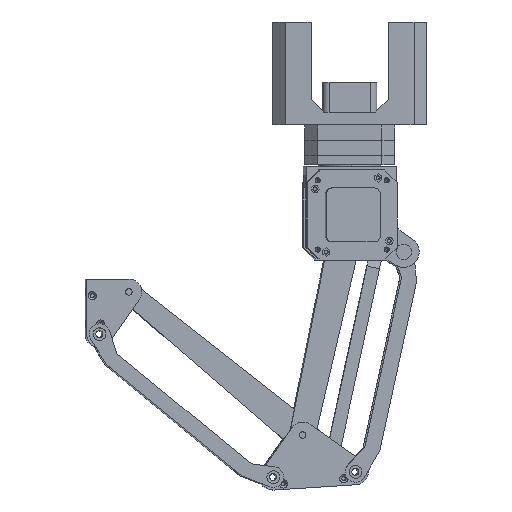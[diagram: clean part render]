
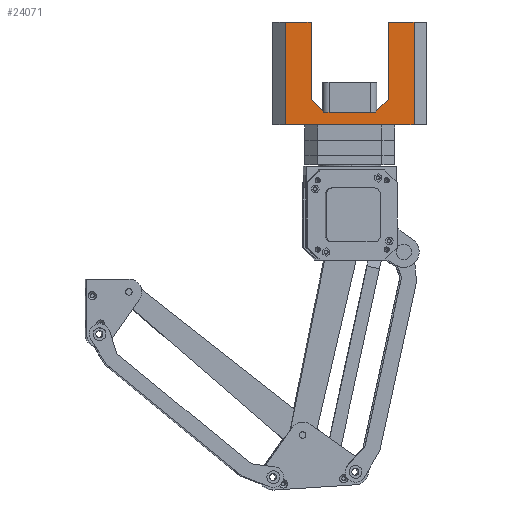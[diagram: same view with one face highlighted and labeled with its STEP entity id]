
A CAD part, front view. The second image highlights one B-rep face of the part: STEP entity #24071.
In plain terms, the highlighted planar face has unit normal (0, -1, 0).
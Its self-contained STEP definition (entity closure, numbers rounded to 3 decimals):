
#1364 = ORIENTED_EDGE ( 'NONE', *, *, #40263, .T. ) ;
#1417 = VERTEX_POINT ( 'NONE', #20709 ) ;
#5268 = VECTOR ( 'NONE', #16827, 1000. ) ;
#5915 = CARTESIAN_POINT ( 'NONE',  ( -30., -60., 20. ) ) ;
#6391 = CARTESIAN_POINT ( 'NONE',  ( 40., -60., 30. ) ) ;
#6890 = VERTEX_POINT ( 'NONE', #26346 ) ;
#8014 = VERTEX_POINT ( 'NONE', #71077 ) ;
#8875 = EDGE_CURVE ( 'NONE', #16124, #50446, #18173, .T. ) ;
#10215 = LINE ( 'NONE', #65148, #28534 ) ;
#13483 = ORIENTED_EDGE ( 'NONE', *, *, #23054, .F. ) ;
#13776 = CARTESIAN_POINT ( 'NONE',  ( 60., -60., 10. ) ) ;
#14161 = FACE_OUTER_BOUND ( 'NONE', #58892, .T. ) ;
#16124 = VERTEX_POINT ( 'NONE', #79244 ) ;
#16452 = VECTOR ( 'NONE', #21601, 1000. ) ;
#16827 = DIRECTION ( 'NONE',  ( 1., 0., 0. ) ) ;
#18126 = VECTOR ( 'NONE', #52099, 1000. ) ;
#18173 = LINE ( 'NONE', #48501, #73680 ) ;
#19770 = LINE ( 'NONE', #38601, #18126 ) ;
#20709 = CARTESIAN_POINT ( 'NONE',  ( -50., -60., 80. ) ) ;
#21297 = CARTESIAN_POINT ( 'NONE',  ( 20., -60., 10. ) ) ;
#21601 = DIRECTION ( 'NONE',  ( 0., 0., -1. ) ) ;
#21747 = CARTESIAN_POINT ( 'NONE',  ( -30., -60., 80. ) ) ;
#21968 = AXIS2_PLACEMENT_3D ( 'NONE', #13776, #64170, #51862 ) ;
#23054 = EDGE_CURVE ( 'NONE', #1417, #6890, #19770, .T. ) ;
#23368 = VERTEX_POINT ( 'NONE', #25256 ) ;
#24071 = ADVANCED_FACE ( 'NONE', ( #14161 ), #69510, .F. ) ;
#25031 = VERTEX_POINT ( 'NONE', #69117 ) ;
#25034 = LINE ( 'NONE', #62351, #77707 ) ;
#25256 = CARTESIAN_POINT ( 'NONE',  ( 30., -60., 80. ) ) ;
#26346 = CARTESIAN_POINT ( 'NONE',  ( -30., -60., 80. ) ) ;
#26355 = CARTESIAN_POINT ( 'NONE',  ( 50., -60., 0. ) ) ;
#27622 = ORIENTED_EDGE ( 'NONE', *, *, #68546, .F. ) ;
#28534 = VECTOR ( 'NONE', #78223, 1000. ) ;
#30344 = ORIENTED_EDGE ( 'NONE', *, *, #66889, .T. ) ;
#30748 = CARTESIAN_POINT ( 'NONE',  ( 60., -60., 0. ) ) ;
#35035 = VECTOR ( 'NONE', #40590, 1000. ) ;
#35630 = CARTESIAN_POINT ( 'NONE',  ( 60., -60., 80. ) ) ;
#35642 = EDGE_CURVE ( 'NONE', #6890, #58984, #59086, .T. ) ;
#36847 = ORIENTED_EDGE ( 'NONE', *, *, #35642, .F. ) ;
#38601 = CARTESIAN_POINT ( 'NONE',  ( -30., -60., 80. ) ) ;
#40263 = EDGE_CURVE ( 'NONE', #60082, #50446, #43619, .T. ) ;
#40590 = DIRECTION ( 'NONE',  ( 0., 0., -1. ) ) ;
#40706 = ORIENTED_EDGE ( 'NONE', *, *, #64978, .T. ) ;
#42172 = LINE ( 'NONE', #35630, #62403 ) ;
#43619 = LINE ( 'NONE', #6391, #61433 ) ;
#44849 = DIRECTION ( 'NONE',  ( -0.707, 0., -0.707 ) ) ;
#47801 = LINE ( 'NONE', #66260, #16452 ) ;
#48501 = CARTESIAN_POINT ( 'NONE',  ( 60., -60., 10. ) ) ;
#50046 = DIRECTION ( 'NONE',  ( 0., 0., 1. ) ) ;
#50446 = VERTEX_POINT ( 'NONE', #21297 ) ;
#50554 = CARTESIAN_POINT ( 'NONE',  ( 30., -60., 20. ) ) ;
#51862 = DIRECTION ( 'NONE',  ( 0., 0., 1. ) ) ;
#52099 = DIRECTION ( 'NONE',  ( 1., 0., 0. ) ) ;
#52430 = ORIENTED_EDGE ( 'NONE', *, *, #8875, .F. ) ;
#54616 = ORIENTED_EDGE ( 'NONE', *, *, #70778, .T. ) ;
#54844 = EDGE_CURVE ( 'NONE', #25031, #60149, #80315, .T. ) ;
#58470 = ORIENTED_EDGE ( 'NONE', *, *, #54844, .T. ) ;
#58892 = EDGE_LOOP ( 'NONE', ( #58470, #67479, #27622, #54616, #1364, #52430, #40706, #36847, #13483, #30344 ) ) ;
#58984 = VERTEX_POINT ( 'NONE', #5915 ) ;
#59086 = LINE ( 'NONE', #21747, #35035 ) ;
#60082 = VERTEX_POINT ( 'NONE', #50554 ) ;
#60149 = VERTEX_POINT ( 'NONE', #26355 ) ;
#60426 = EDGE_CURVE ( 'NONE', #60149, #8014, #25034, .T. ) ;
#61433 = VECTOR ( 'NONE', #44849, 1000. ) ;
#61569 = DIRECTION ( 'NONE',  ( -0.707, 0., 0.707 ) ) ;
#62351 = CARTESIAN_POINT ( 'NONE',  ( 50., -60., 10. ) ) ;
#62403 = VECTOR ( 'NONE', #74134, 1000. ) ;
#64170 = DIRECTION ( 'NONE',  ( 0., 1., 0. ) ) ;
#64978 = EDGE_CURVE ( 'NONE', #16124, #58984, #79988, .T. ) ;
#65148 = CARTESIAN_POINT ( 'NONE',  ( 30., -60., 80. ) ) ;
#66260 = CARTESIAN_POINT ( 'NONE',  ( -50., -60., 10. ) ) ;
#66889 = EDGE_CURVE ( 'NONE', #1417, #25031, #47801, .T. ) ;
#67360 = DIRECTION ( 'NONE',  ( 1., 0., 0. ) ) ;
#67479 = ORIENTED_EDGE ( 'NONE', *, *, #60426, .T. ) ;
#68546 = EDGE_CURVE ( 'NONE', #23368, #8014, #42172, .T. ) ;
#69117 = CARTESIAN_POINT ( 'NONE',  ( -50., -60., 0. ) ) ;
#69510 = PLANE ( 'NONE',  #21968 ) ;
#70778 = EDGE_CURVE ( 'NONE', #23368, #60082, #10215, .T. ) ;
#71077 = CARTESIAN_POINT ( 'NONE',  ( 50., -60., 80. ) ) ;
#73680 = VECTOR ( 'NONE', #67360, 1000. ) ;
#73844 = CARTESIAN_POINT ( 'NONE',  ( 20., -60., -30. ) ) ;
#74134 = DIRECTION ( 'NONE',  ( 1., 0., 0. ) ) ;
#77707 = VECTOR ( 'NONE', #50046, 1000. ) ;
#78223 = DIRECTION ( 'NONE',  ( 0., 0., -1. ) ) ;
#79244 = CARTESIAN_POINT ( 'NONE',  ( -20., -60., 10. ) ) ;
#79988 = LINE ( 'NONE', #73844, #80385 ) ;
#80315 = LINE ( 'NONE', #30748, #5268 ) ;
#80385 = VECTOR ( 'NONE', #61569, 1000. ) ;
